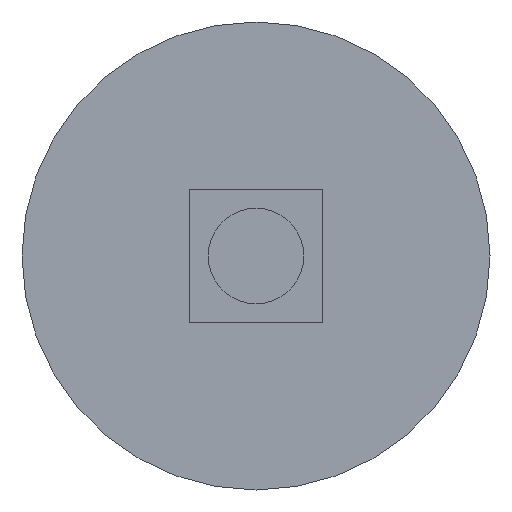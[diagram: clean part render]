
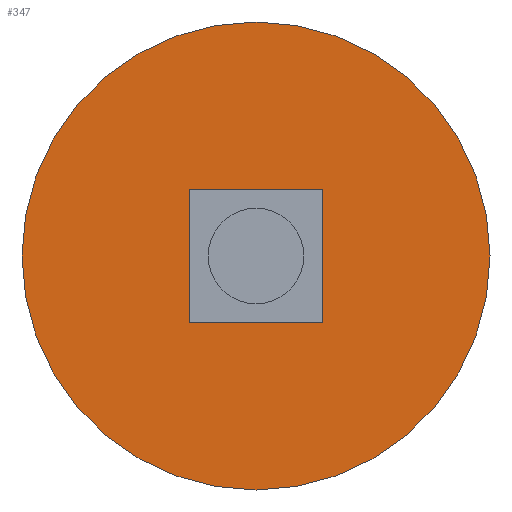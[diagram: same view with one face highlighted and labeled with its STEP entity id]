
A CAD part, left-side view. The second image highlights one B-rep face of the part: STEP entity #347.
In plain terms, the highlighted planar face has unit normal (-1, 0, 0).
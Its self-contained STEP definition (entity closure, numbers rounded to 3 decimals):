
#84=CARTESIAN_POINT('',(17.0,24.5,0.0));
#85=VERTEX_POINT('',#84);
#92=CARTESIAN_POINT('',(17.0,-24.5,0.));
#93=VERTEX_POINT('',#92);
#94=CARTESIAN_POINT('',(17.0,0.0,0.0));
#95=DIRECTION('',(1.0,0.0,0.0));
#96=DIRECTION('',(0.0,1.0,0.0));
#97=AXIS2_PLACEMENT_3D('',#94,#95,#96);
#98=CIRCLE('',#97,24.5);
#99=EDGE_CURVE('',#85,#93,#98,.T.);
#167=CARTESIAN_POINT('',(17.0,7.,7.));
#168=VERTEX_POINT('',#167);
#169=CARTESIAN_POINT('',(17.0,-7.0,7.0));
#170=VERTEX_POINT('',#169);
#171=CARTESIAN_POINT('',(17.0,7.,7.));
#172=DIRECTION('',(0.0,-1.0,0.0));
#173=VECTOR('',#172,14.0);
#174=LINE('',#171,#173);
#175=EDGE_CURVE('',#168,#170,#174,.T.);
#248=CARTESIAN_POINT('',(17.0,-7.,-7.0));
#249=VERTEX_POINT('',#248);
#250=CARTESIAN_POINT('',(17.0,7.,-7.));
#251=VERTEX_POINT('',#250);
#252=CARTESIAN_POINT('',(17.0,-7.,-7.0));
#253=DIRECTION('',(0.0,1.0,0.0));
#254=VECTOR('',#253,14.);
#255=LINE('',#252,#254);
#256=EDGE_CURVE('',#249,#251,#255,.T.);
#279=CARTESIAN_POINT('',(17.0,-7.0,7.0));
#280=DIRECTION('',(0.0,0.0,-1.0));
#281=VECTOR('',#280,14.0);
#282=LINE('',#279,#281);
#283=EDGE_CURVE('',#170,#249,#282,.T.);
#296=CARTESIAN_POINT('',(17.0,7.,-7.));
#297=DIRECTION('',(0.0,0.0,1.0));
#298=VECTOR('',#297,14.);
#299=LINE('',#296,#298);
#300=EDGE_CURVE('',#251,#168,#299,.T.);
#326=CARTESIAN_POINT('',(17.0,15.75,0.0));
#327=DIRECTION('',(-1.0,0.0,0.0));
#328=DIRECTION('',(0.0,0.0,1.0));
#329=AXIS2_PLACEMENT_3D('',#326,#327,#328);
#330=PLANE('',#329);
#331=ORIENTED_EDGE('',*,*,#99,.F.);
#332=CARTESIAN_POINT('',(17.0,0.0,0.0));
#333=DIRECTION('',(1.0,0.0,0.0));
#334=DIRECTION('',(0.0,1.0,0.0));
#335=AXIS2_PLACEMENT_3D('',#332,#333,#334);
#336=CIRCLE('',#335,24.5);
#337=EDGE_CURVE('',#93,#85,#336,.T.);
#338=ORIENTED_EDGE('',*,*,#337,.F.);
#339=EDGE_LOOP('',(#331,#338));
#340=FACE_OUTER_BOUND('',#339,.T.);
#341=ORIENTED_EDGE('',*,*,#300,.T.);
#342=ORIENTED_EDGE('',*,*,#175,.T.);
#343=ORIENTED_EDGE('',*,*,#283,.T.);
#344=ORIENTED_EDGE('',*,*,#256,.T.);
#345=EDGE_LOOP('',(#341,#342,#343,#344));
#346=FACE_BOUND('',#345,.T.);
#347=ADVANCED_FACE('',(#340,#346),#330,.T.);
